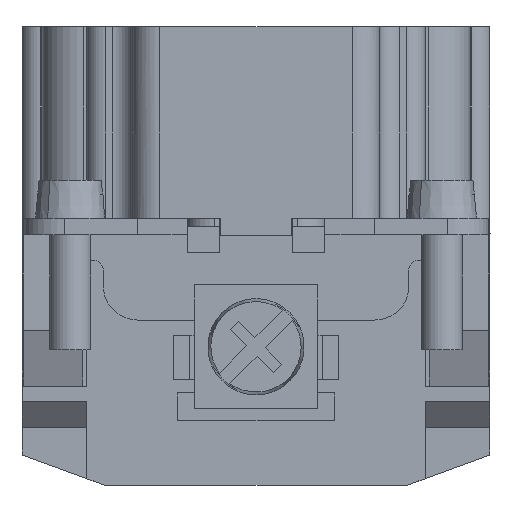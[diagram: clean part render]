
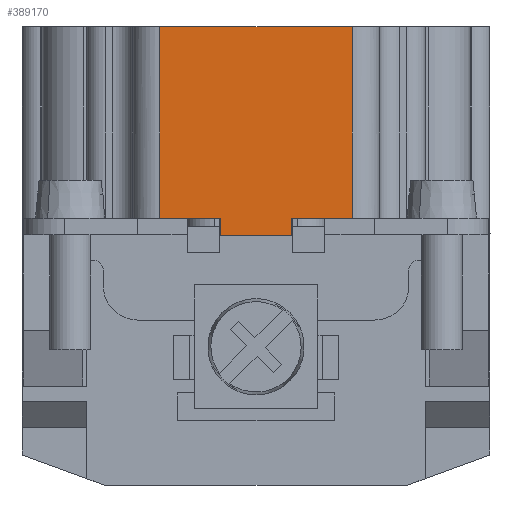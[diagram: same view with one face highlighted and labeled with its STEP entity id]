
A CAD part, front view. The second image highlights one B-rep face of the part: STEP entity #389170.
In plain terms, the highlighted face is planar.
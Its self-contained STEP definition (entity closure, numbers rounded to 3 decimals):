
#60=CARTESIAN_POINT('',(0.,16.8,
0.861));
#70=DIRECTION('',(0.,0.,-1.));
#80=VECTOR('',#70,1.);
#90=LINE('',#60,#80);
#100=CARTESIAN_POINT('',(0.,16.8,
19.861));
#110=VERTEX_POINT('',#100);
#120=CARTESIAN_POINT('',(0.,16.8,
14.661));
#130=VERTEX_POINT('',#120);
#140=EDGE_CURVE('',#110,#130,#90,.T.);
#5070=CARTESIAN_POINT('',(0.,18.05,
19.861));
#5080=VERTEX_POINT('',#5070);
#5110=CARTESIAN_POINT('',(0.,20.65,
19.861));
#5120=DIRECTION('',(0.,1.,0.));
#5130=VECTOR('',#5120,1.);
#5140=LINE('',#5110,#5130);
#5150=EDGE_CURVE('',#110,#5080,#5140,.T.);
#5390=CARTESIAN_POINT('',(0.,18.05,
14.661));
#5400=VERTEX_POINT('',#5390);
#5500=CARTESIAN_POINT('',(0.,20.65,
14.661));
#5510=DIRECTION('',(0.,-1.,0.));
#5520=VECTOR('',#5510,1.);
#5530=LINE('',#5500,#5520);
#5540=EDGE_CURVE('',#5400,#130,#5530,.T.);
#230020=CARTESIAN_POINT('',(0.,18.05,
24.261));
#230030=VERTEX_POINT('',#230020);
#230060=CARTESIAN_POINT('',(0.,18.05,
0.861));
#230070=DIRECTION('',(0.,0.,-1.));
#230080=VECTOR('',#230070,1.);
#230090=LINE('',#230060,#230080);
#230100=EDGE_CURVE('',#230030,#5080,#230090,.T.);
#230150=CARTESIAN_POINT('',(0.,18.05,
10.261));
#230160=VERTEX_POINT('',#230150);
#230170=EDGE_CURVE('',#5400,#230160,#230090,.T.);
#287410=CARTESIAN_POINT('',(0.,31.95,
10.261));
#287420=VERTEX_POINT('',#287410);
#287450=CARTESIAN_POINT('',(0.,31.95,
0.861));
#287460=DIRECTION('',(0.,0.,1.));
#287470=VECTOR('',#287460,1.);
#287480=LINE('',#287450,#287470);
#287490=CARTESIAN_POINT('',(0.,31.95,
24.261));
#287500=VERTEX_POINT('',#287490);
#287510=EDGE_CURVE('',#287420,#287500,#287480,.T.);
#388920=CARTESIAN_POINT('',(0.,20.65,
8.261));
#388930=DIRECTION('',(1.,0.,0.));
#388940=DIRECTION('',(0.,0.,1.));
#388950=AXIS2_PLACEMENT_3D('',#388920,#388930,#388940);
#388960=PLANE('',#388950);
#388970=ORIENTED_EDGE('',*,*,#230170,.T.);
#388980=ORIENTED_EDGE('',*,*,#5540,.F.);
#388990=ORIENTED_EDGE('',*,*,#140,.T.);
#389000=ORIENTED_EDGE('',*,*,#5150,.F.);
#389010=ORIENTED_EDGE('',*,*,#230100,.T.);
#389020=CARTESIAN_POINT('',(0.,20.65,
24.261));
#389030=DIRECTION('',(0.,1.,0.));
#389040=VECTOR('',#389030,1.);
#389050=LINE('',#389020,#389040);
#389060=EDGE_CURVE('',#230030,#287500,#389050,.T.);
#389070=ORIENTED_EDGE('',*,*,#389060,.F.);
#389080=ORIENTED_EDGE('',*,*,#287510,.T.);
#389090=CARTESIAN_POINT('',(0.,20.65,
10.261));
#389100=DIRECTION('',(0.,1.,0.));
#389110=VECTOR('',#389100,1.);
#389120=LINE('',#389090,#389110);
#389130=EDGE_CURVE('',#230160,#287420,#389120,.T.);
#389140=ORIENTED_EDGE('',*,*,#389130,.T.);
#389150=EDGE_LOOP('',(#389140,#389080,#389070,#389010,#389000,#388990,
#388980,#388970));
#389160=FACE_OUTER_BOUND('',#389150,.T.);
#389170=ADVANCED_FACE('',(#389160),#388960,.T.);
